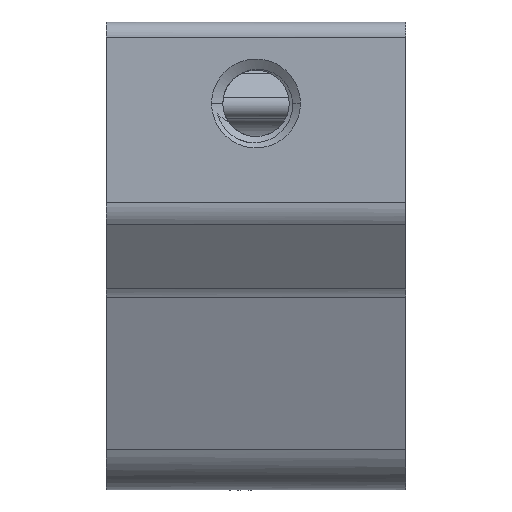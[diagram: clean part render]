
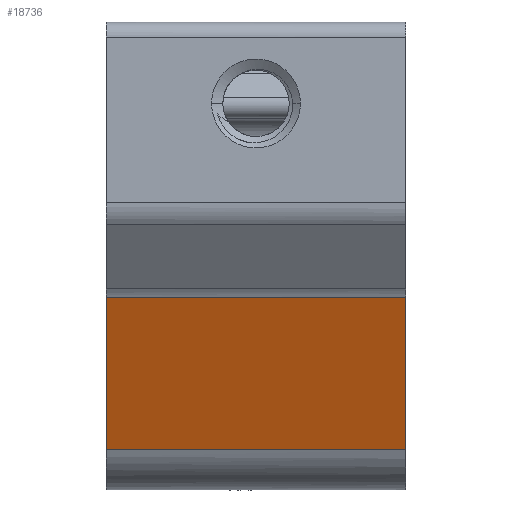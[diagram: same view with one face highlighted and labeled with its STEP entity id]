
A CAD part, left-side view. The second image highlights one B-rep face of the part: STEP entity #18736.
In plain terms, the highlighted planar face has unit normal (-0.931, 0, -0.364).
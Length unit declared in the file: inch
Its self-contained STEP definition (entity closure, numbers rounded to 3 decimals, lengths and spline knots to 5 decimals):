
#114 = CARTESIAN_POINT ( 'NONE',  ( -2.81619, 0.5905, -1.82187 ) ) ;
#1184 = CARTESIAN_POINT ( 'NONE',  ( -2.582, -0.5905, -2.4218 ) ) ;
#1247 = VECTOR ( 'NONE', #26288, 39.37008 ) ;
#1469 = ORIENTED_EDGE ( 'NONE', *, *, #26231, .T. ) ;
#1499 = LINE ( 'NONE', #18634, #7246 ) ;
#1781 = VERTEX_POINT ( 'NONE', #5213 ) ;
#2236 = EDGE_CURVE ( 'NONE', #10747, #16284, #30354, .T. ) ;
#5213 = CARTESIAN_POINT ( 'NONE',  ( -2.81619, -0.5905, -1.82187 ) ) ;
#5531 = DIRECTION ( 'NONE',  ( -0.364, 0., 0.932 ) ) ;
#6485 = LINE ( 'NONE', #11923, #9891 ) ;
#7246 = VECTOR ( 'NONE', #13946, 39.37008 ) ;
#9223 = EDGE_CURVE ( 'NONE', #10747, #22326, #17578, .T. ) ;
#9891 = VECTOR ( 'NONE', #31128, 39.37008 ) ;
#10217 = DIRECTION ( 'NONE',  ( -0.932, 0., -0.364 ) ) ;
#10325 = DIRECTION ( 'NONE',  ( -0.364, 0., 0.932 ) ) ;
#10425 = CARTESIAN_POINT ( 'NONE',  ( -2.582, 0.5905, -2.4218 ) ) ;
#10747 = VERTEX_POINT ( 'NONE', #26352 ) ;
#10968 = VECTOR ( 'NONE', #5531, 39.37008 ) ;
#11923 = CARTESIAN_POINT ( 'NONE',  ( -2.81619, -0.5905, -1.82187 ) ) ;
#11990 = CARTESIAN_POINT ( 'NONE',  ( -2.582, -0.5905, -2.4218 ) ) ;
#12671 = EDGE_CURVE ( 'NONE', #1781, #22326, #6485, .T. ) ;
#13439 = ORIENTED_EDGE ( 'NONE', *, *, #12671, .F. ) ;
#13946 = DIRECTION ( 'NONE',  ( 0., 1., 0. ) ) ;
#14112 = AXIS2_PLACEMENT_3D ( 'NONE', #17229, #10217, #10325 ) ;
#14859 = ORIENTED_EDGE ( 'NONE', *, *, #2236, .F. ) ;
#16284 = VERTEX_POINT ( 'NONE', #114 ) ;
#16627 = EDGE_LOOP ( 'NONE', ( #13439, #1469, #14859, #17519 ) ) ;
#17229 = CARTESIAN_POINT ( 'NONE',  ( -2.69909, -0.5905, -2.12184 ) ) ;
#17519 = ORIENTED_EDGE ( 'NONE', *, *, #9223, .T. ) ;
#17578 = LINE ( 'NONE', #11990, #1247 ) ;
#18634 = CARTESIAN_POINT ( 'NONE',  ( -2.81619, -0.5905, -1.82187 ) ) ;
#18736 = ADVANCED_FACE ( 'NONE', ( #28694 ), #24434, .T. ) ;
#22326 = VERTEX_POINT ( 'NONE', #1184 ) ;
#24434 = PLANE ( 'NONE',  #14112 ) ;
#26231 = EDGE_CURVE ( 'NONE', #1781, #16284, #1499, .T. ) ;
#26288 = DIRECTION ( 'NONE',  ( 0., -1., 0. ) ) ;
#26352 = CARTESIAN_POINT ( 'NONE',  ( -2.582, 0.5905, -2.4218 ) ) ;
#28694 = FACE_OUTER_BOUND ( 'NONE', #16627, .T. ) ;
#30354 = LINE ( 'NONE', #10425, #10968 ) ;
#31128 = DIRECTION ( 'NONE',  ( 0.364, 0., -0.932 ) ) ;
